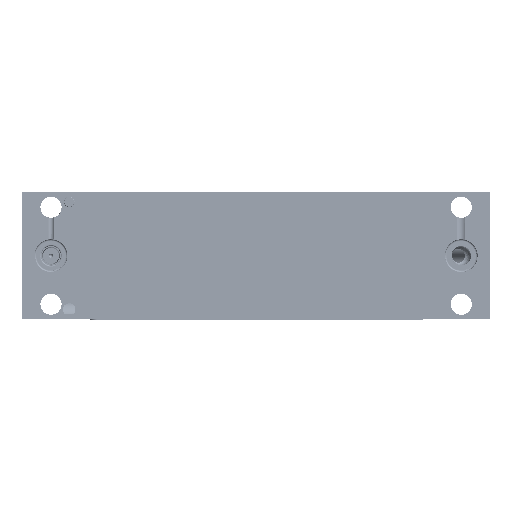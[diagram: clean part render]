
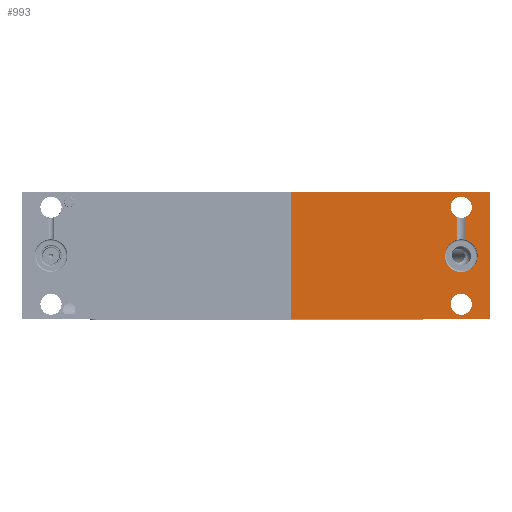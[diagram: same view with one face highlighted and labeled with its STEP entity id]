
A CAD part, front view. The second image highlights one B-rep face of the part: STEP entity #993.
In plain terms, the highlighted planar face has unit normal (0, -1, 0).
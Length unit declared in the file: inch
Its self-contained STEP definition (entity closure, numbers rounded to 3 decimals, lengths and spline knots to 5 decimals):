
#993 = ADVANCED_FACE ( 'NONE', ( #315332, #130295, #32634 ), #84775, .T. ) ;
#4622 = CARTESIAN_POINT ( 'NONE',  ( 1.89915, 0.35562, 1.89037 ) ) ;
#5245 = CARTESIAN_POINT ( 'NONE',  ( 3.39915, 0.35562, 1.75837 ) ) ;
#15650 = VECTOR ( 'NONE', #328509, 39.37008 ) ;
#19265 = ORIENTED_EDGE ( 'NONE', *, *, #266360, .F. ) ;
#21533 = EDGE_CURVE ( 'NONE', #192660, #249991, #235117, .T. ) ;
#32012 = CIRCLE ( 'NONE', #182388, 0.0935 ) ;
#32182 = VERTEX_POINT ( 'NONE', #187087 ) ;
#32634 = FACE_OUTER_BOUND ( 'NONE', #129088, .T. ) ;
#36237 = LINE ( 'NONE', #138804, #117979 ) ;
#36421 = VECTOR ( 'NONE', #331182, 39.37008 ) ;
#38380 = CARTESIAN_POINT ( 'NONE',  ( 1.89915, 0.35562, 0.77037 ) ) ;
#43699 = VERTEX_POINT ( 'NONE', #327125 ) ;
#44685 = DIRECTION ( 'NONE',  ( 0., 0., -1. ) ) ;
#45566 = ORIENTED_EDGE ( 'NONE', *, *, #188659, .T. ) ;
#46349 = LINE ( 'NONE', #275213, #145953 ) ;
#46918 = DIRECTION ( 'NONE',  ( 0., 1., 0. ) ) ;
#57390 = DIRECTION ( 'NONE',  ( 0., 0., 1. ) ) ;
#65337 = VECTOR ( 'NONE', #180175, 39.37008 ) ;
#68910 = DIRECTION ( 'NONE',  ( 0., 0., 1. ) ) ;
#77569 = EDGE_CURVE ( 'NONE', #169820, #209163, #182093, .T. ) ;
#84775 = PLANE ( 'NONE',  #100455 ) ;
#94151 = ORIENTED_EDGE ( 'NONE', *, *, #107480, .T. ) ;
#96077 = AXIS2_PLACEMENT_3D ( 'NONE', #301041, #46918, #122634 ) ;
#100455 = AXIS2_PLACEMENT_3D ( 'NONE', #259872, #232973, #285110 ) ;
#100965 = CARTESIAN_POINT ( 'NONE',  ( 3.39915, 0.35562, 0.90237 ) ) ;
#101221 = LINE ( 'NONE', #203805, #15650 ) ;
#104997 = CIRCLE ( 'NONE', #207026, 0.0935 ) ;
#107480 = EDGE_CURVE ( 'NONE', #277228, #43699, #303477, .T. ) ;
#109491 = DIRECTION ( 'NONE',  ( 0., 1., 0. ) ) ;
#110677 = DIRECTION ( 'NONE',  ( 1., 0., 0. ) ) ;
#113613 = DIRECTION ( 'NONE',  ( -1., 0., 0. ) ) ;
#116089 = CARTESIAN_POINT ( 'NONE',  ( 3.39915, 0.35562, 1.75837 ) ) ;
#117137 = CARTESIAN_POINT ( 'NONE',  ( 3.43306, 0.35562, 1.67123 ) ) ;
#117209 = ORIENTED_EDGE ( 'NONE', *, *, #274641, .F. ) ;
#117979 = VECTOR ( 'NONE', #113613, 39.37008 ) ;
#119037 = ORIENTED_EDGE ( 'NONE', *, *, #209727, .F. ) ;
#120651 = AXIS2_PLACEMENT_3D ( 'NONE', #5245, #109491, #57390 ) ;
#122634 = DIRECTION ( 'NONE',  ( 0., 0., 1. ) ) ;
#129088 = EDGE_LOOP ( 'NONE', ( #245835, #220620, #119037, #264712 ) ) ;
#130295 = FACE_BOUND ( 'NONE', #233866, .T. ) ;
#138804 = CARTESIAN_POINT ( 'NONE',  ( 1.89915, 0.35562, 0.77037 ) ) ;
#140157 = EDGE_CURVE ( 'NONE', #279460, #32182, #175328, .T. ) ;
#141212 = ORIENTED_EDGE ( 'NONE', *, *, #182670, .T. ) ;
#145953 = VECTOR ( 'NONE', #44685, 39.37008 ) ;
#151405 = DIRECTION ( 'NONE',  ( 0., 0., 1. ) ) ;
#166101 = CARTESIAN_POINT ( 'NONE',  ( 1.89915, 0.35562, 1.89037 ) ) ;
#167252 = VERTEX_POINT ( 'NONE', #269153 ) ;
#169820 = VERTEX_POINT ( 'NONE', #322993 ) ;
#170181 = CARTESIAN_POINT ( 'NONE',  ( 1.89915, 0.35562, 1.89037 ) ) ;
#175328 = CIRCLE ( 'NONE', #191434, 0.0935 ) ;
#180175 = DIRECTION ( 'NONE',  ( 0., 0., 1. ) ) ;
#180885 = CARTESIAN_POINT ( 'NONE',  ( 3.39915, 0.35562, 0.90237 ) ) ;
#182093 = CIRCLE ( 'NONE', #96077, 0.145 ) ;
#182388 = AXIS2_PLACEMENT_3D ( 'NONE', #180885, #182541, #283547 ) ;
#182541 = DIRECTION ( 'NONE',  ( 0., 1., 0. ) ) ;
#182670 = EDGE_CURVE ( 'NONE', #32182, #279460, #32012, .T. ) ;
#185135 = LINE ( 'NONE', #287799, #65337 ) ;
#187087 = CARTESIAN_POINT ( 'NONE',  ( 3.39915, 0.35562, 0.80887 ) ) ;
#188659 = EDGE_CURVE ( 'NONE', #43699, #216412, #104997, .T. ) ;
#191434 = AXIS2_PLACEMENT_3D ( 'NONE', #100965, #328264, #151405 ) ;
#192660 = VERTEX_POINT ( 'NONE', #38380 ) ;
#203805 = CARTESIAN_POINT ( 'NONE',  ( 3.65315, 0.35562, 1.89037 ) ) ;
#207026 = AXIS2_PLACEMENT_3D ( 'NONE', #116089, #269226, #68910 ) ;
#209163 = VERTEX_POINT ( 'NONE', #214551 ) ;
#209727 = EDGE_CURVE ( 'NONE', #167252, #320026, #101221, .T. ) ;
#210332 = EDGE_LOOP ( 'NONE', ( #285273, #141212 ) ) ;
#210656 = CARTESIAN_POINT ( 'NONE',  ( 3.65315, 0.35562, 0.77037 ) ) ;
#212647 = EDGE_CURVE ( 'NONE', #249991, #167252, #214944, .T. ) ;
#213624 = CARTESIAN_POINT ( 'NONE',  ( 3.36524, 0.35562, 1.67123 ) ) ;
#214551 = CARTESIAN_POINT ( 'NONE',  ( 3.36524, 0.35562, 1.47135 ) ) ;
#214944 = LINE ( 'NONE', #166101, #242370 ) ;
#216412 = VERTEX_POINT ( 'NONE', #117137 ) ;
#220620 = ORIENTED_EDGE ( 'NONE', *, *, #304325, .F. ) ;
#232973 = DIRECTION ( 'NONE',  ( 0., -1., 0. ) ) ;
#233866 = EDGE_LOOP ( 'NONE', ( #19265, #298636, #117209, #94151, #45566 ) ) ;
#235117 = LINE ( 'NONE', #4622, #36421 ) ;
#242370 = VECTOR ( 'NONE', #110677, 39.37008 ) ;
#245835 = ORIENTED_EDGE ( 'NONE', *, *, #21533, .F. ) ;
#249991 = VERTEX_POINT ( 'NONE', #170181 ) ;
#259872 = CARTESIAN_POINT ( 'NONE',  ( 1.89915, 0.35562, 0.77037 ) ) ;
#264712 = ORIENTED_EDGE ( 'NONE', *, *, #212647, .F. ) ;
#266360 = EDGE_CURVE ( 'NONE', #169820, #216412, #185135, .T. ) ;
#269153 = CARTESIAN_POINT ( 'NONE',  ( 3.65315, 0.35562, 1.89037 ) ) ;
#269226 = DIRECTION ( 'NONE',  ( 0., 1., 0. ) ) ;
#274641 = EDGE_CURVE ( 'NONE', #277228, #209163, #46349, .T. ) ;
#275213 = CARTESIAN_POINT ( 'NONE',  ( 3.36524, 0.35562, 1.38437 ) ) ;
#277228 = VERTEX_POINT ( 'NONE', #213624 ) ;
#279460 = VERTEX_POINT ( 'NONE', #295363 ) ;
#283547 = DIRECTION ( 'NONE',  ( 0., 0., 1. ) ) ;
#285110 = DIRECTION ( 'NONE',  ( 0., 0., -1. ) ) ;
#285273 = ORIENTED_EDGE ( 'NONE', *, *, #140157, .T. ) ;
#287799 = CARTESIAN_POINT ( 'NONE',  ( 3.43306, 0.35562, 1.38437 ) ) ;
#295363 = CARTESIAN_POINT ( 'NONE',  ( 3.39915, 0.35562, 0.99587 ) ) ;
#298636 = ORIENTED_EDGE ( 'NONE', *, *, #77569, .T. ) ;
#301041 = CARTESIAN_POINT ( 'NONE',  ( 3.39915, 0.35562, 1.33037 ) ) ;
#303477 = CIRCLE ( 'NONE', #120651, 0.0935 ) ;
#304325 = EDGE_CURVE ( 'NONE', #320026, #192660, #36237, .T. ) ;
#315332 = FACE_BOUND ( 'NONE', #210332, .T. ) ;
#320026 = VERTEX_POINT ( 'NONE', #210656 ) ;
#322993 = CARTESIAN_POINT ( 'NONE',  ( 3.43306, 0.35562, 1.47135 ) ) ;
#327125 = CARTESIAN_POINT ( 'NONE',  ( 3.39915, 0.35562, 1.85187 ) ) ;
#328264 = DIRECTION ( 'NONE',  ( 0., 1., 0. ) ) ;
#328509 = DIRECTION ( 'NONE',  ( 0., 0., -1. ) ) ;
#331182 = DIRECTION ( 'NONE',  ( 0., 0., 1. ) ) ;
